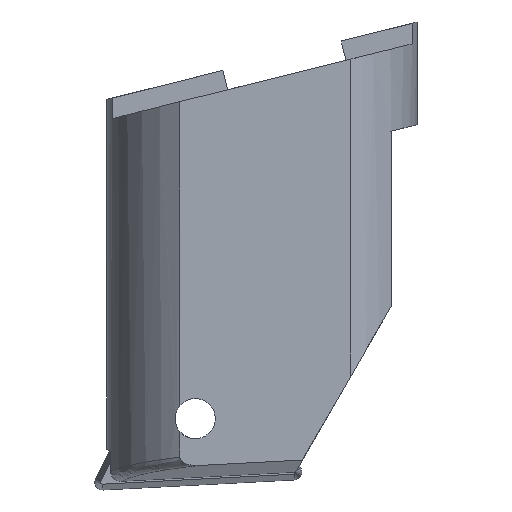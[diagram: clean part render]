
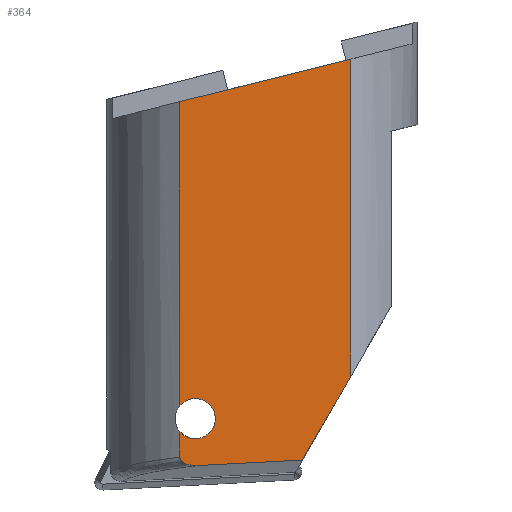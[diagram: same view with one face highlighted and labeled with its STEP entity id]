
A CAD part, front view. The second image highlights one B-rep face of the part: STEP entity #364.
In plain terms, the highlighted planar face has unit normal (0, -1, 0).
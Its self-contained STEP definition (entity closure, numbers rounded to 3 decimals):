
#244=EDGE_CURVE('240[2]',#703,#704,#705,.T.);
#309=EDGE_CURVE('240[2]',#810,#811,#812,.T.);
#364=ADVANCED_FACE('240[2]',(#893),#894,.F.);
#392=EDGE_CURVE('240[2]',#703,#933,#934,.T.);
#480=EDGE_CURVE('240[2]',#810,#997,#1044,.T.);
#482=EDGE_CURVE('240[2]',#1046,#704,#1047,.T.);
#499=EDGE_CURVE('240[2]',#1046,#944,#1067,.T.);
#528=EDGE_CURVE('240[2]',#933,#811,#1102,.T.);
#589=EDGE_CURVE('240[2]',#997,#944,#1174,.T.);
#703=VERTEX_POINT('NONE',#1301);
#704=VERTEX_POINT('NONE',#1302);
#705=CIRCLE('',#1303,1.007);
#810=VERTEX_POINT('NONE',#1512);
#811=VERTEX_POINT('NONE',#1513);
#812=LINE('',#1514,#1515);
#893=FACE_OUTER_BOUND('',#1648,.T.);
#894=PLANE('',#1649);
#933=VERTEX_POINT('NONE',#1717);
#934=LINE('',#1718,#1719);
#944=VERTEX_POINT('NONE',#1736);
#997=VERTEX_POINT('NONE',#1854);
#1044=LINE('',#1963,#1964);
#1046=VERTEX_POINT('NONE',#1967);
#1047=LINE('',#1968,#1969);
#1067=LINE('',#1999,#2000);
#1102=B_SPLINE_CURVE_WITH_KNOTS('',3,(#2052,#2053,#2054,#2055,#2056,#2057,#2058,#2059,#2060,#2061),.UNSPECIFIED.,.F.,.F.,(4,2,2,2,4),(0.0,0.,0.,0.001,0.001),.UNSPECIFIED.);
#1174=LINE('',#2183,#2184);
#1301=CARTESIAN_POINT('',(-4.013,-6.5,-17.566));
#1302=CARTESIAN_POINT('',(-4.013,-6.5,-16.264));
#1303=AXIS2_PLACEMENT_3D('',#2354,#2355,#2356);
#1512=CARTESIAN_POINT('',(2.138,-6.5,-18.992));
#1513=CARTESIAN_POINT('',(-3.036,-6.5,-19.263));
#1514=CARTESIAN_POINT('',(-11.111,-6.5,-19.686));
#1515=VECTOR('',#2450,1000.0);
#1648=EDGE_LOOP('',(#2537,#2538,#2539,#2540,#2541,#2542,#2543,#2544));
#1649=AXIS2_PLACEMENT_3D('',#2545,#2546,#2547);
#1717=CARTESIAN_POINT('',(-4.013,-6.5,-18.849));
#1718=CARTESIAN_POINT('',(-4.013,-6.5,3.002));
#1719=VECTOR('',#2581,1000.0);
#1736=CARTESIAN_POINT('',(4.572,-6.5,1.14));
#1854=CARTESIAN_POINT('',(4.572,-6.5,-14.776));
#1963=CARTESIAN_POINT('',(-4.689,-6.5,-30.816));
#1964=VECTOR('',#2669,1000.0);
#1967=CARTESIAN_POINT('',(-4.013,-6.5,-1.001));
#1968=CARTESIAN_POINT('',(-4.013,-6.5,3.002));
#1969=VECTOR('',#2670,1000.0);
#1999=CARTESIAN_POINT('',(-15.583,-6.5,-3.885));
#2000=VECTOR('',#2705,1000.0);
#2052=CARTESIAN_POINT('',(-4.013,-6.5,-18.849));
#2053=CARTESIAN_POINT('',(-4.013,-6.5,-18.898));
#2054=CARTESIAN_POINT('',(-3.998,-6.5,-18.946));
#2055=CARTESIAN_POINT('',(-3.948,-6.5,-19.03));
#2056=CARTESIAN_POINT('',(-3.913,-6.5,-19.065));
#2057=CARTESIAN_POINT('',(-3.797,-6.5,-19.153));
#2058=CARTESIAN_POINT('',(-3.705,-6.5,-19.19));
#2059=CARTESIAN_POINT('',(-3.424,-6.5,-19.266));
#2060=CARTESIAN_POINT('',(-3.23,-6.5,-19.273));
#2061=CARTESIAN_POINT('',(-3.036,-6.5,-19.263));
#2183=CARTESIAN_POINT('',(4.572,-6.5,-21.998));
#2184=VECTOR('',#2873,1000.0);
#2354=CARTESIAN_POINT('',(-3.245,-6.5,-16.915));
#2355=DIRECTION('',(0.,-1.0,0.));
#2356=DIRECTION('',(0.,0.,1.0));
#2450=DIRECTION('',(-0.999,0.,-0.052));
#2537=ORIENTED_EDGE('',*,*,#309,.F.);
#2538=ORIENTED_EDGE('',*,*,#480,.T.);
#2539=ORIENTED_EDGE('',*,*,#589,.T.);
#2540=ORIENTED_EDGE('',*,*,#499,.F.);
#2541=ORIENTED_EDGE('',*,*,#482,.T.);
#2542=ORIENTED_EDGE('',*,*,#244,.F.);
#2543=ORIENTED_EDGE('',*,*,#392,.T.);
#2544=ORIENTED_EDGE('',*,*,#528,.T.);
#2545=CARTESIAN_POINT('',(-9.571,-6.5,-27.998));
#2546=DIRECTION('',(0.,1.0,0.));
#2547=DIRECTION('',(1.0,0.,0.0));
#2581=DIRECTION('',(0.,0.,-1.0));
#2669=DIRECTION('',(0.5,0.,0.866));
#2670=DIRECTION('',(0.,0.,-1.0));
#2705=DIRECTION('',(0.97,0.,0.242));
#2873=DIRECTION('',(0.,0.,1.0));
